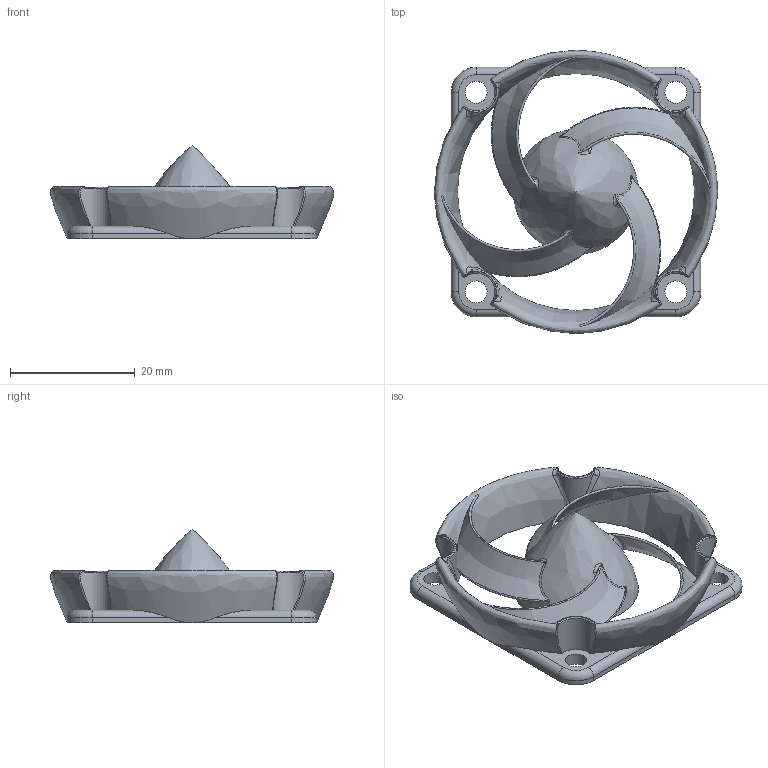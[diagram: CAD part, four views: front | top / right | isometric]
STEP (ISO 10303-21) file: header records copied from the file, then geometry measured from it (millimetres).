
FILE_DESCRIPTION(/* description */ (''),/* implementation_level */ '2;1');
FILE_NAME(/* name */ '40mm Swirl Fan Guard v3.step',/* time_stamp */ '2020-02-25T11:41:31-05:00',/* author */ (''),/* organization */ (''),/* preprocessor_version */ 'ST-DEVELOPER v18',/* originating_system */ 'Autodesk Translation Framework v8.12.0.6',/* authorisation */ '');
FILE_SCHEMA (('AUTOMOTIVE_DESIGN { 1 0 10303 214 3 1 1 }'));
Length unit declared in the file: millimetre
Products named in the file (2): 40mm Swirl Fan Guard; Swirl Fan Guard
Assembly tree (1 placements, depth 2):
  40mm Swirl Fan Guard
    Swirl Fan Guard
Bounding box: 45.41 x 45.41 x 15 mm (x, y, z)
Volume: 4811.9 mm3; surface area: 5165.5 mm2
Topology: 1 solids, 1 shells, 152 faces, 397 edges, 226 vertices
Faces by surface type: bspline 90, plane 26, cylinder 24, torus 12
Full cylindrical faces by diameter (mm): 3.5 x4
Entity records: 18602 total; most frequent: CARTESIAN_POINT 15554, ORIENTED_EDGE 760, DIRECTION 412, EDGE_CURVE 380, VERTEX_POINT 226, B_SPLINE_CURVE_WITH_KNOTS 221, AXIS2_PLACEMENT_3D 188, EDGE_LOOP 164
